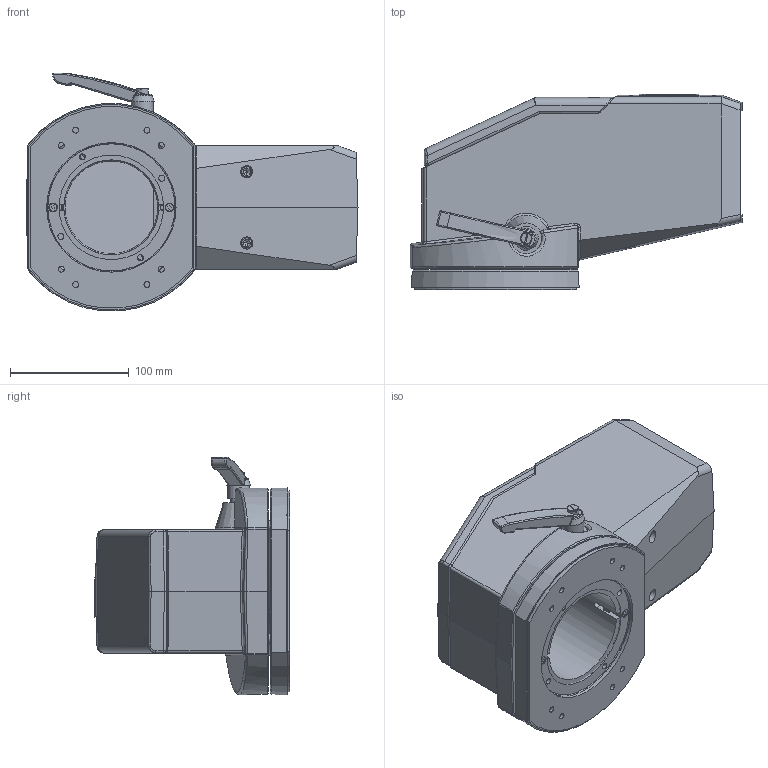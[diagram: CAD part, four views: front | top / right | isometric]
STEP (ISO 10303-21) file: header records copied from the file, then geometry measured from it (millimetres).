
FILE_DESCRIPTION (( 'STEP AP214' ), '1' );
FILE_NAME ('49817800.STEP', '2018-06-21T11:42:34', ( 'Admin' ), ( 'Hewlett-Packard Company' ), 'SwSTEP 2.0', 'SolidWorks 2017', '' );
FILE_SCHEMA (( 'AUTOMOTIVE_DESIGN' ));
Length unit declared in the file: millimetre
Products named in the file (27): 83003; 12548; 94553; 82119; 92261; 82117; 93113; 96339; 93231; 92082; 93257; 96122; 84074; 93204; 12663; 82003-500; 93519; 12662; 12675_Bearbeitung; 94613; 49817800; 94630; 84075; 82152; 94631; 93501
Assembly tree (32 placements, depth 3):
  96339
  92082
  96122
  49817800
    12662
    12663
      12663
    84074
    93257  x2
    93231  x2
    93113  x4
    82117
    92261
    82119
    94553
    12548
    83003
    93501
    94631
    82152
    84075
    94630
    94613
    12675_Bearbeitung
    93519  x4
    82003-500
    93204  x2
Bounding box: 279.43 x 164.54 x 200.18 mm (x, y, z)
Volume: 1748058.3 mm3; surface area: 474142.3 mm2
Topology: 31 solids, 31 shells, 3563 faces, 9098 edges, 5766 vertices
Faces by surface type: plane 1559, bspline 1314, cylinder 498, torus 74, cone 67, sphere 51
Full cylindrical faces by diameter (mm): 3 x1, 3.3 x7, 3.5 x2, 4 x7, 4.2 x1, 5 x20, 5.1 x1, 5.3 x1, 5.5 x5, 6.483 x1, 6.5 x1, 6.8 x13, 7 x2, 7.2 x2, 8 x3, 9.8 x1, 10 x3, 10.2 x6, 12 x6, 13.5 x1, 16 x1, 18.5 x1, 78 x1, 80 x1, 88 x1, 90 x4, 98 x1, 99 x2, 99.5 x2, 101.5 x1
Entity records: 162473 total; most frequent: CARTESIAN_POINT 87983, ORIENTED_EDGE 16926, DIRECTION 10778, EDGE_CURVE 8463, VERTEX_POINT 5499, VECTOR 4588, LINE 4588, EDGE_LOOP 3862
